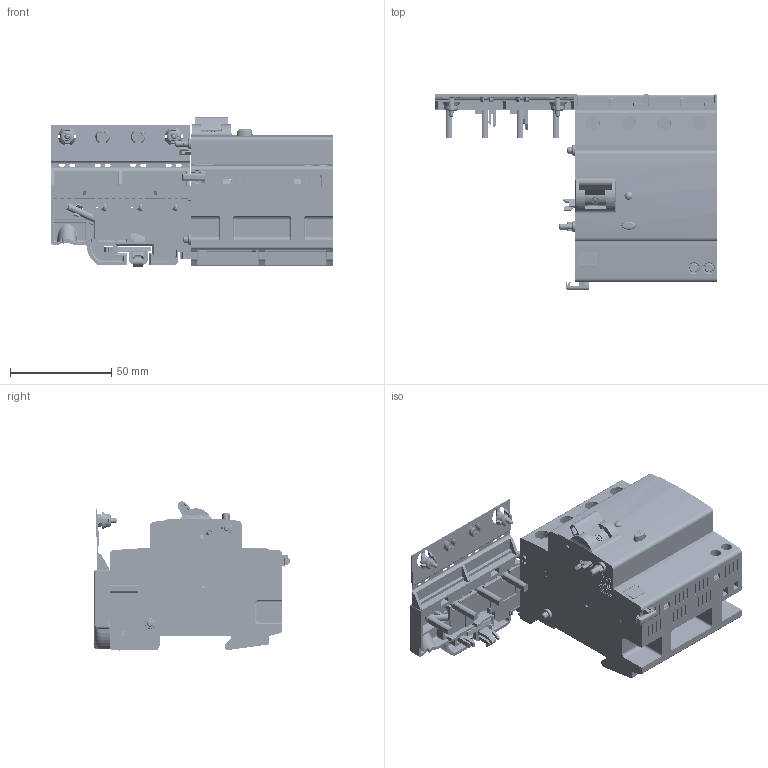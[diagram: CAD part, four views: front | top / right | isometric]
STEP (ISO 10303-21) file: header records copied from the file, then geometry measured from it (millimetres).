
FILE_DESCRIPTION(('CATIA V5 STEP Exchange'),'2;1');
FILE_NAME('04161258----- DDA204 B (3D PRODUCT SKIN).stp','2018-06-11T07:27:33+00:00',('none'),('none'),'CATIA Version 5 Release 20 SP 6 (IN-10)','CATIA V5 STEP AP214','none');
FILE_SCHEMA(('AUTOMOTIVE_DESIGN { 1 0 10303 214 1 1 1 1 }'));
Products named in the file (1): 04161258----- DDA204 B (3D PRODUCT SKIN)_AllCATPart
Bounding box: 139.3 x 96.35 x 73.59 mm (x, y, z)
Volume: 104362.4 mm3; surface area: 143359.9 mm2
Topology: 33 solids, 33 shells, 7152 faces, 20187 edges, 12946 vertices
Faces by surface type: plane 4211, cylinder 1948, cone 341, torus 334, bspline 188, sphere 126, extrusion 3, revolution 1
Entity records: 234001 total; most frequent: CARTESIAN_POINT 57309, ORIENTED_EDGE 40040, DIRECTION 28661, EDGE_CURVE 20020, VECTOR 14048, LINE 14045, VERTEX_POINT 12928, AXIS2_PLACEMENT_3D 9363
